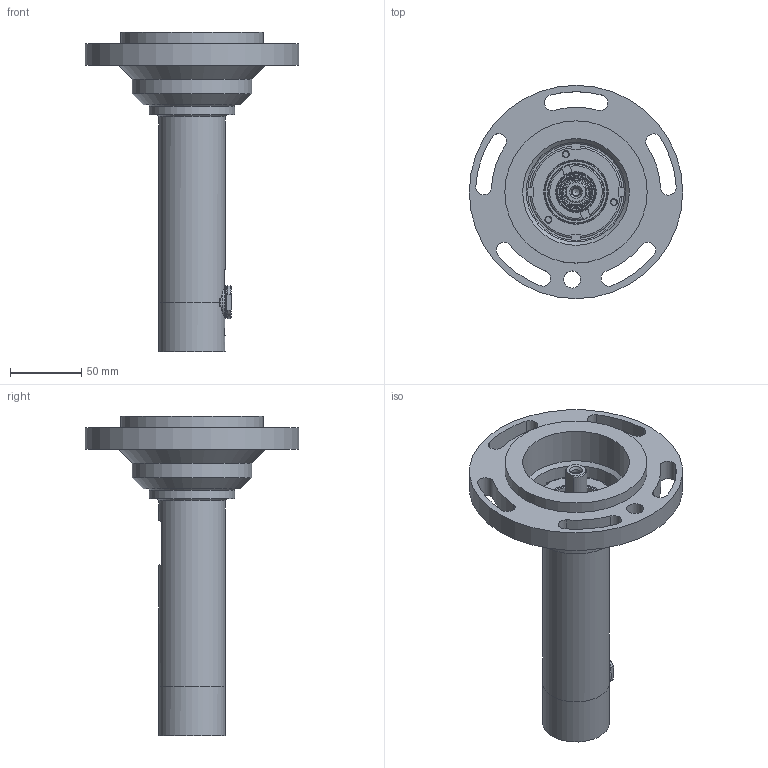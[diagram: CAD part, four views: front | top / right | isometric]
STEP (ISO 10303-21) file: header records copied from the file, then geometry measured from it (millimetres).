
FILE_DESCRIPTION(/* description */ (''),/* implementation_level */ '2;1');
FILE_NAME(/* name */ '712000.stp',/* time_stamp */ '2025-12-23T16:48:16+01:00',/* author */ (''),/* organization */ (''),/* preprocessor_version */ 'ST-DEVELOPER v20',/* originating_system */ 'SIEMENS PLM Software NX2406.4001',/* authorisation */ '');
FILE_SCHEMA (('AUTOMOTIVE_DESIGN { 1 0 10303 214 3 1 1 1 }'));
Length unit declared in the file: millimetre
Products named in the file (1): 712000
Bounding box: 150 x 150 x 224.5 mm (x, y, z)
Volume: 490662.6 mm3; surface area: 164686.4 mm2
Topology: 66 solids, 66 shells, 686 faces, 1597 edges, 1038 vertices
Faces by surface type: plane 299, cylinder 213, cone 75, torus 74, sphere 25
Full cylindrical faces by diameter (mm): 1.7 x2, 2 x16, 2.2 x2, 2.5 x1, 4.2 x3, 5 x1, 5.188 x3, 6.2 x4, 6.5 x1, 8 x2, 10 x1, 10.5 x4, 11.5 x1, 12 x3, 12.1 x2, 12.3 x1, 13.5 x1, 13.8 x4, 14.188 x2, 14.4 x1, 14.794 x1, 15 x1, 15.18 x1, 15.2 x3, 15.27 x2, 15.5 x3, 15.9 x1, 16 x2, 16.5 x4, 17 x1
Entity records: 21816 total; most frequent: CARTESIAN_POINT 4308, DIRECTION 3058, ORIENTED_EDGE 2346, AXIS2_PLACEMENT_3D 1323, EDGE_CURVE 1173, EDGE_LOOP 1047, VERTEX_POINT 930, FACE_BOUND 776
